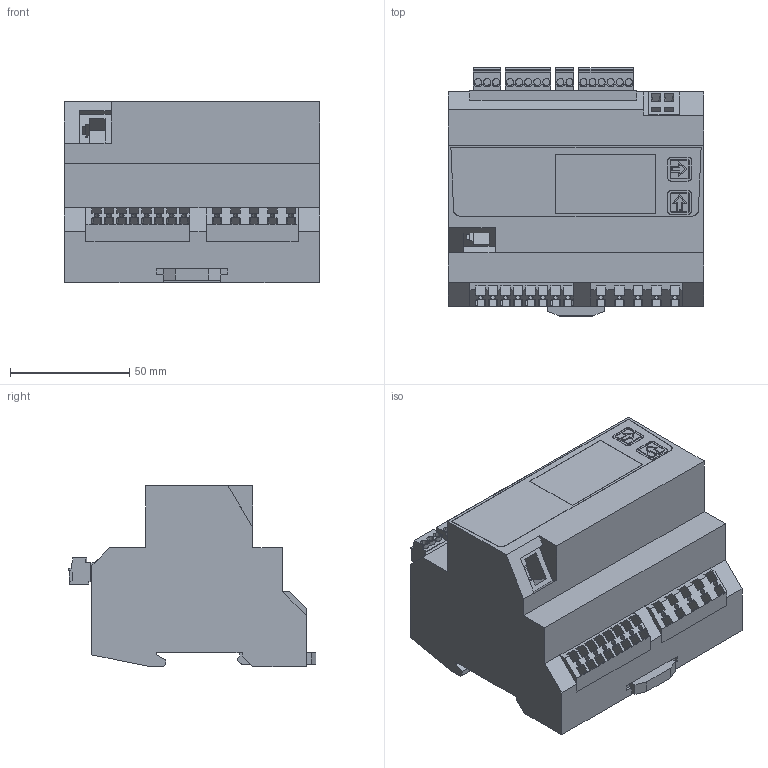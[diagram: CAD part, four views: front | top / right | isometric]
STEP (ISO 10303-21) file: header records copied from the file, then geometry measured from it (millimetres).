
FILE_DESCRIPTION(('CATIA V5 STEP Exchange','CAx-IF Rec.Pracs.--- Model Styling and Organization---1.4--- 2014-01-23'),'2;1');
FILE_NAME ('D1377545_1', '2019-05-23T11:01:27+00:00', ('none'), ('Weidmueller'), 'CATIA Version 5-6 Release 2016 SP3 HF44', 'CATIA V5 STEP AP214', 'none');
FILE_SCHEMA(('AUTOMOTIVE_DESIGN { 1 0 10303 214 1 1 1 1 }'));
Length unit declared in the file: millimetre
Products named in the file (1): 2425510000
Bounding box: 107 x 104 x 76.2 mm (x, y, z)
Volume: 540583.6 mm3; surface area: 83716.5 mm2
Topology: 32 solids, 32 shells, 1436 faces, 3930 edges, 2650 vertices
Faces by surface type: plane 1122, cylinder 198, cone 64, extrusion 44, bspline 8
Entity records: 46032 total; most frequent: CARTESIAN_POINT 10542, ORIENTED_EDGE 7860, DIRECTION 5458, EDGE_CURVE 3930, VECTOR 3150, LINE 3106, VERTEX_POINT 2650, EDGE_LOOP 1536
